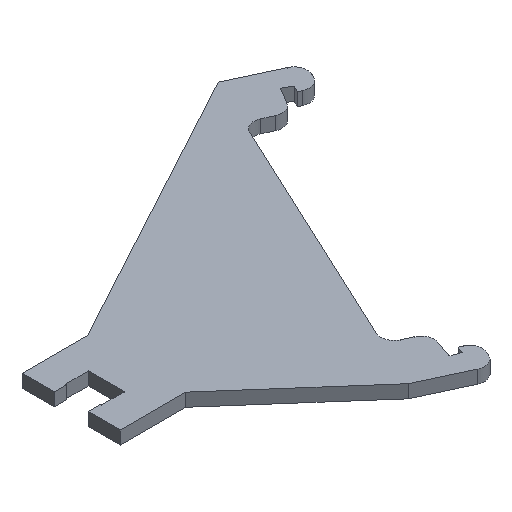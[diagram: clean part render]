
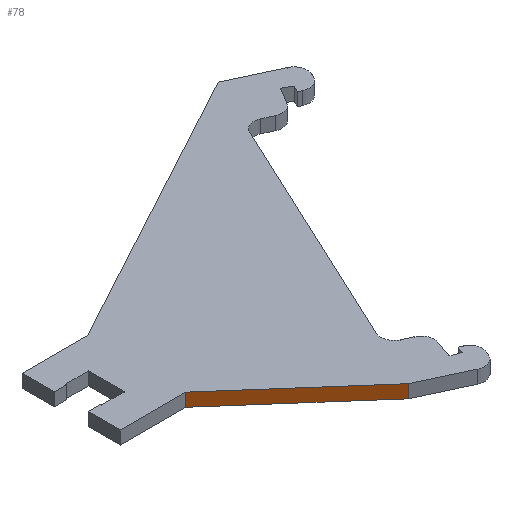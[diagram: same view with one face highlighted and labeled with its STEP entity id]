
A CAD part, isometric view. The second image highlights one B-rep face of the part: STEP entity #78.
In plain terms, the highlighted planar face has unit normal (-0.659, -0.752, 0).
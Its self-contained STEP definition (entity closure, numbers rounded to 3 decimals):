
#43 = EDGE_CURVE ( 'NONE', #1067, #952, #766, .T. ) ;
#78 = ADVANCED_FACE ( 'NONE', ( #753 ), #219, .F. ) ;
#219 = PLANE ( 'NONE',  #1133 ) ;
#220 = VECTOR ( 'NONE', #558, 1000. ) ;
#234 = LINE ( 'NONE', #520, #220 ) ;
#267 = VECTOR ( 'NONE', #784, 1000. ) ;
#280 = LINE ( 'NONE', #755, #267 ) ;
#306 = VECTOR ( 'NONE', #977, 1000. ) ;
#312 = LINE ( 'NONE', #1155, #306 ) ;
#324 = DIRECTION ( 'NONE',  ( 0.659, 0.752, 0. ) ) ;
#344 = EDGE_CURVE ( 'NONE', #442, #1067, #312, .T. ) ;
#369 = DIRECTION ( 'NONE',  ( -0.752, 0.659, 0. ) ) ;
#401 = ORIENTED_EDGE ( 'NONE', *, *, #43, .T. ) ;
#408 = EDGE_CURVE ( 'NONE', #442, #816, #280, .T. ) ;
#415 = ORIENTED_EDGE ( 'NONE', *, *, #459, .F. ) ;
#420 = ORIENTED_EDGE ( 'NONE', *, *, #408, .F. ) ;
#442 = VERTEX_POINT ( 'NONE', #603 ) ;
#459 = EDGE_CURVE ( 'NONE', #816, #952, #234, .T. ) ;
#520 = CARTESIAN_POINT ( 'NONE',  ( 1.102, -23.356, 2. ) ) ;
#558 = DIRECTION ( 'NONE',  ( 0., 0., -1. ) ) ;
#603 = CARTESIAN_POINT ( 'NONE',  ( -17., -7.5, 2. ) ) ;
#606 = ORIENTED_EDGE ( 'NONE', *, *, #344, .T. ) ;
#708 = VECTOR ( 'NONE', #754, 1000. ) ;
#753 = FACE_OUTER_BOUND ( 'NONE', #1063, .T. ) ;
#754 = DIRECTION ( 'NONE',  ( 0.752, -0.659, 0. ) ) ;
#755 = CARTESIAN_POINT ( 'NONE',  ( -17., -7.5, 2. ) ) ;
#766 = LINE ( 'NONE', #815, #708 ) ;
#784 = DIRECTION ( 'NONE',  ( 0.752, -0.659, 0. ) ) ;
#815 = CARTESIAN_POINT ( 'NONE',  ( -17., -7.5, 0. ) ) ;
#816 = VERTEX_POINT ( 'NONE', #1308 ) ;
#952 = VERTEX_POINT ( 'NONE', #1243 ) ;
#977 = DIRECTION ( 'NONE',  ( 0., 0., -1. ) ) ;
#1063 = EDGE_LOOP ( 'NONE', ( #401, #415, #420, #606 ) ) ;
#1067 = VERTEX_POINT ( 'NONE', #1176 ) ;
#1118 = CARTESIAN_POINT ( 'NONE',  ( -17., -7.5, 2. ) ) ;
#1133 = AXIS2_PLACEMENT_3D ( 'NONE', #1118, #324, #369 ) ;
#1155 = CARTESIAN_POINT ( 'NONE',  ( -17., -7.5, 2. ) ) ;
#1176 = CARTESIAN_POINT ( 'NONE',  ( -17., -7.5, 0. ) ) ;
#1243 = CARTESIAN_POINT ( 'NONE',  ( 1.102, -23.356, 0. ) ) ;
#1308 = CARTESIAN_POINT ( 'NONE',  ( 1.102, -23.356, 2. ) ) ;
